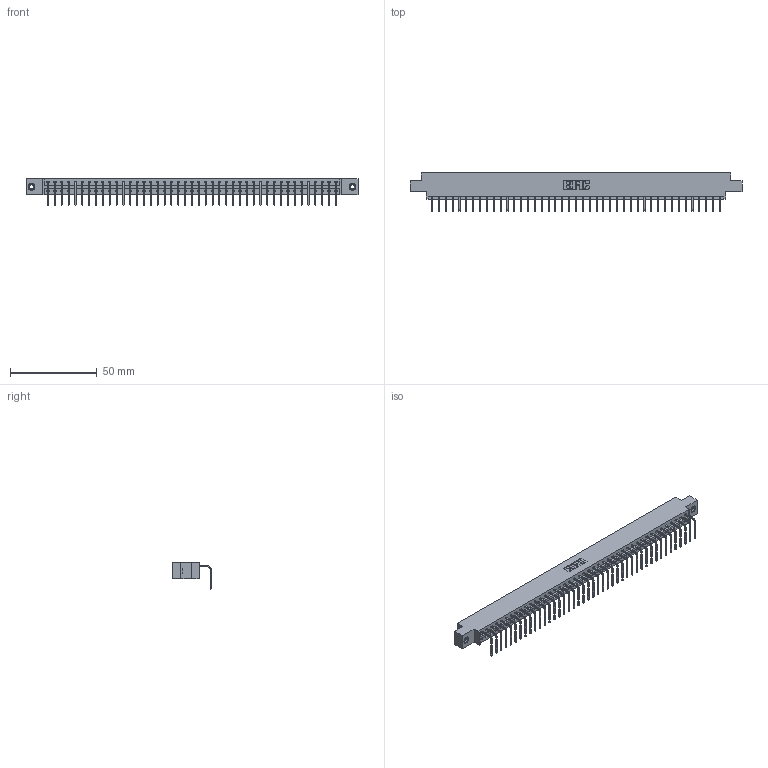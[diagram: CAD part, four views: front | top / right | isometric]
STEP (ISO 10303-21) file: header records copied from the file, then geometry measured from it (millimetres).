
FILE_DESCRIPTION (( 'STEP AP203' ), '1' );
FILE_NAME ('833-043-558-608.STEP', '2020-06-04T00:24:15', ( '' ), ( '' ), 'SwSTEP 2.0', 'SolidWorks 2020', '' );
FILE_SCHEMA (( 'CONFIG_CONTROL_DESIGN' ));
Length unit declared in the file: inch
Products named in the file (4): 833-043-558-608; 345-292-001_558 Tail - 2; 833 Part_Offset - .156 Dia - TI; 345-250-001_345-250-003-102
Assembly tree (46 placements, depth 2):
  833-043-558-608
    833 Part_Offset - .156 Dia - TI
    345-292-001_558 Tail - 2  x43
    345-250-001_345-250-003-102  x2
Bounding box: 191.92 x 22.17 x 15.37 mm (x, y, z)
Volume: 19230.4 mm3; surface area: 21915.9 mm2
Topology: 46 solids, 46 shells, 2758 faces, 8285 edges, 5458 vertices
Faces by surface type: plane 1998, cylinder 744, cone 12, torus 4
Entity records: 27560 total; most frequent: CARTESIAN_POINT 4738, ORIENTED_EDGE 4710, DIRECTION 4027, EDGE_CURVE 2355, LINE 2207, VECTOR 2207, VERTEX_POINT 1564, AXIS2_PLACEMENT_3D 910
